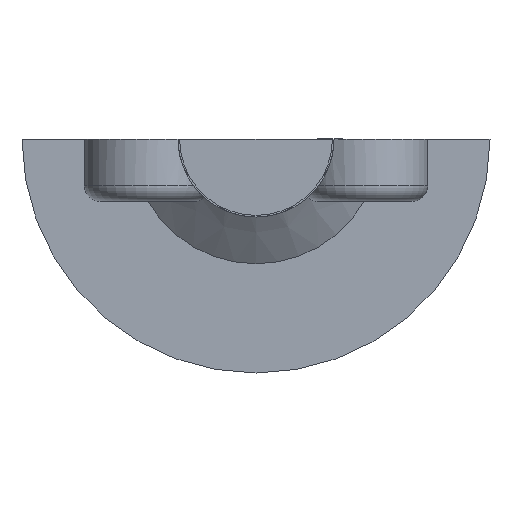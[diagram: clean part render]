
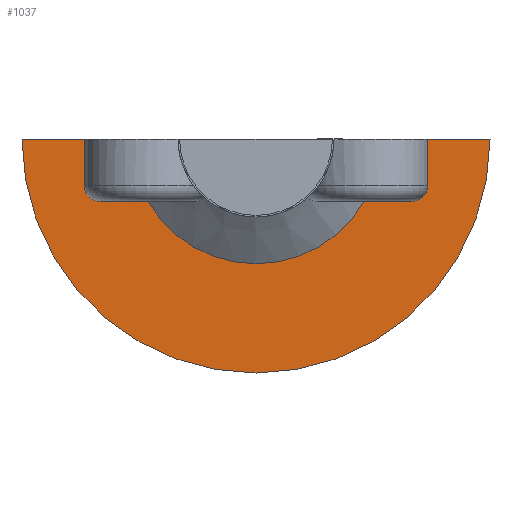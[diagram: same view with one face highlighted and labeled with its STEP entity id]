
A CAD part, front view. The second image highlights one B-rep face of the part: STEP entity #1037.
In plain terms, the highlighted planar face has unit normal (0, -1, 0).
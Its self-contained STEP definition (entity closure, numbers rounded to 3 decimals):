
#26 = VERTEX_POINT ( 'NONE', #633 ) ;
#34 = CARTESIAN_POINT ( 'NONE',  ( 0., -2., 0. ) ) ;
#76 = ORIENTED_EDGE ( 'NONE', *, *, #941, .F. ) ;
#86 = ORIENTED_EDGE ( 'NONE', *, *, #736, .T. ) ;
#91 = AXIS2_PLACEMENT_3D ( 'NONE', #222, #1161, #1096 ) ;
#95 = LINE ( 'NONE', #477, #133 ) ;
#133 = VECTOR ( 'NONE', #940, 1000. ) ;
#142 = EDGE_CURVE ( 'NONE', #1125, #521, #1002, .T. ) ;
#150 = EDGE_CURVE ( 'NONE', #1216, #579, #1151, .T. ) ;
#188 = CIRCLE ( 'NONE', #1153, 7.5 ) ;
#193 = LINE ( 'NONE', #378, #1201 ) ;
#202 = VECTOR ( 'NONE', #623, 1000. ) ;
#222 = CARTESIAN_POINT ( 'NONE',  ( 0., -2., 0. ) ) ;
#230 = DIRECTION ( 'NONE',  ( 0., 0., 1. ) ) ;
#232 = PLANE ( 'NONE',  #541 ) ;
#244 = DIRECTION ( 'NONE',  ( 0., 1., 0. ) ) ;
#293 = VECTOR ( 'NONE', #1154, 1000. ) ;
#304 = EDGE_CURVE ( 'NONE', #1220, #1216, #337, .T. ) ;
#315 = DIRECTION ( 'NONE',  ( 0., 0., 1. ) ) ;
#322 = DIRECTION ( 'NONE',  ( 0., 1., 0. ) ) ;
#337 = LINE ( 'NONE', #423, #550 ) ;
#346 = EDGE_CURVE ( 'NONE', #521, #26, #916, .T. ) ;
#378 = CARTESIAN_POINT ( 'NONE',  ( 0., -2., 0. ) ) ;
#402 = ORIENTED_EDGE ( 'NONE', *, *, #771, .F. ) ;
#407 = ORIENTED_EDGE ( 'NONE', *, *, #346, .T. ) ;
#418 = ORIENTED_EDGE ( 'NONE', *, *, #847, .F. ) ;
#423 = CARTESIAN_POINT ( 'NONE',  ( 5.5, -2., 2. ) ) ;
#449 = CARTESIAN_POINT ( 'NONE',  ( -5.5, -2., -1.5 ) ) ;
#464 = CARTESIAN_POINT ( 'NONE',  ( 5.5, -2., 0. ) ) ;
#477 = CARTESIAN_POINT ( 'NONE',  ( 0., -2., -2. ) ) ;
#509 = FACE_OUTER_BOUND ( 'NONE', #1047, .T. ) ;
#521 = VERTEX_POINT ( 'NONE', #1031 ) ;
#523 = ORIENTED_EDGE ( 'NONE', *, *, #304, .T. ) ;
#537 = DIRECTION ( 'NONE',  ( 0., 0., -1. ) ) ;
#541 = AXIS2_PLACEMENT_3D ( 'NONE', #34, #711, #1164 ) ;
#550 = VECTOR ( 'NONE', #537, 1000. ) ;
#558 = VERTEX_POINT ( 'NONE', #449 ) ;
#579 = VERTEX_POINT ( 'NONE', #693 ) ;
#610 = CARTESIAN_POINT ( 'NONE',  ( 0., -2., -2. ) ) ;
#622 = LINE ( 'NONE', #1188, #950 ) ;
#623 = DIRECTION ( 'NONE',  ( -1., 0., 0. ) ) ;
#633 = CARTESIAN_POINT ( 'NONE',  ( -5., -2., -2. ) ) ;
#649 = DIRECTION ( 'NONE',  ( 1., 0., 0. ) ) ;
#650 = VERTEX_POINT ( 'NONE', #735 ) ;
#658 = EDGE_CURVE ( 'NONE', #650, #558, #1101, .T. ) ;
#669 = AXIS2_PLACEMENT_3D ( 'NONE', #1049, #1036, #848 ) ;
#693 = CARTESIAN_POINT ( 'NONE',  ( 5., -2., -2. ) ) ;
#711 = DIRECTION ( 'NONE',  ( 0., 1., 0. ) ) ;
#735 = CARTESIAN_POINT ( 'NONE',  ( -5.5, -2., 0. ) ) ;
#736 = EDGE_CURVE ( 'NONE', #26, #558, #1207, .T. ) ;
#741 = ORIENTED_EDGE ( 'NONE', *, *, #658, .F. ) ;
#744 = EDGE_CURVE ( 'NONE', #1125, #579, #95, .T. ) ;
#771 = EDGE_CURVE ( 'NONE', #1220, #1159, #193, .T. ) ;
#774 = CARTESIAN_POINT ( 'NONE',  ( 0., -2., 0. ) ) ;
#779 = CARTESIAN_POINT ( 'NONE',  ( -5.5, -2., 2. ) ) ;
#784 = ORIENTED_EDGE ( 'NONE', *, *, #150, .T. ) ;
#819 = VERTEX_POINT ( 'NONE', #1063 ) ;
#847 = EDGE_CURVE ( 'NONE', #1159, #819, #188, .T. ) ;
#848 = DIRECTION ( 'NONE',  ( 0., 0., 1. ) ) ;
#916 = LINE ( 'NONE', #610, #202 ) ;
#927 = CARTESIAN_POINT ( 'NONE',  ( 7.5, -2., 0. ) ) ;
#940 = DIRECTION ( 'NONE',  ( 1., 0., 0. ) ) ;
#941 = EDGE_CURVE ( 'NONE', #819, #650, #622, .T. ) ;
#950 = VECTOR ( 'NONE', #1175, 1000. ) ;
#1002 = CIRCLE ( 'NONE', #91, 4. ) ;
#1003 = CARTESIAN_POINT ( 'NONE',  ( 5.5, -2., -1.5 ) ) ;
#1007 = ORIENTED_EDGE ( 'NONE', *, *, #744, .F. ) ;
#1031 = CARTESIAN_POINT ( 'NONE',  ( -3.464, -2., -2. ) ) ;
#1036 = DIRECTION ( 'NONE',  ( 0., 1., 0. ) ) ;
#1037 = ADVANCED_FACE ( 'NONE', ( #509 ), #232, .F. ) ;
#1039 = AXIS2_PLACEMENT_3D ( 'NONE', #1169, #244, #230 ) ;
#1047 = EDGE_LOOP ( 'NONE', ( #76, #418, #402, #523, #784, #1007, #1087, #407, #86, #741 ) ) ;
#1049 = CARTESIAN_POINT ( 'NONE',  ( -5., -2., -1.5 ) ) ;
#1063 = CARTESIAN_POINT ( 'NONE',  ( -7.5, -2., 0. ) ) ;
#1087 = ORIENTED_EDGE ( 'NONE', *, *, #142, .T. ) ;
#1096 = DIRECTION ( 'NONE',  ( -1., 0., 0. ) ) ;
#1101 = LINE ( 'NONE', #779, #293 ) ;
#1125 = VERTEX_POINT ( 'NONE', #1180 ) ;
#1151 = CIRCLE ( 'NONE', #1039, 0.5 ) ;
#1153 = AXIS2_PLACEMENT_3D ( 'NONE', #774, #322, #315 ) ;
#1154 = DIRECTION ( 'NONE',  ( 0., 0., -1. ) ) ;
#1159 = VERTEX_POINT ( 'NONE', #927 ) ;
#1161 = DIRECTION ( 'NONE',  ( 0., 1., 0. ) ) ;
#1164 = DIRECTION ( 'NONE',  ( 0., 0., 1. ) ) ;
#1169 = CARTESIAN_POINT ( 'NONE',  ( 5., -2., -1.5 ) ) ;
#1175 = DIRECTION ( 'NONE',  ( 1., 0., 0. ) ) ;
#1180 = CARTESIAN_POINT ( 'NONE',  ( 3.464, -2., -2. ) ) ;
#1188 = CARTESIAN_POINT ( 'NONE',  ( 0., -2., 0. ) ) ;
#1201 = VECTOR ( 'NONE', #649, 1000. ) ;
#1207 = CIRCLE ( 'NONE', #669, 0.5 ) ;
#1216 = VERTEX_POINT ( 'NONE', #1003 ) ;
#1220 = VERTEX_POINT ( 'NONE', #464 ) ;
